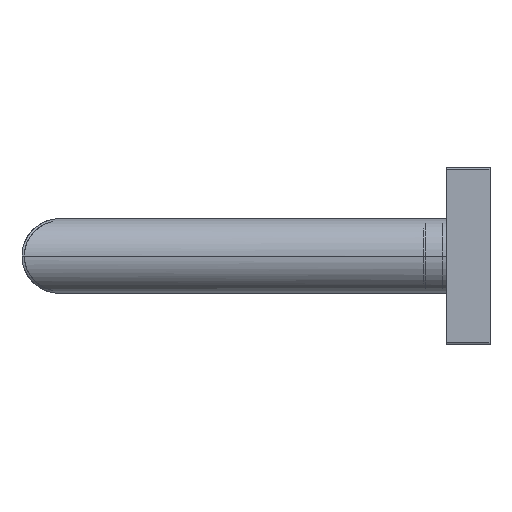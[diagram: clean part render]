
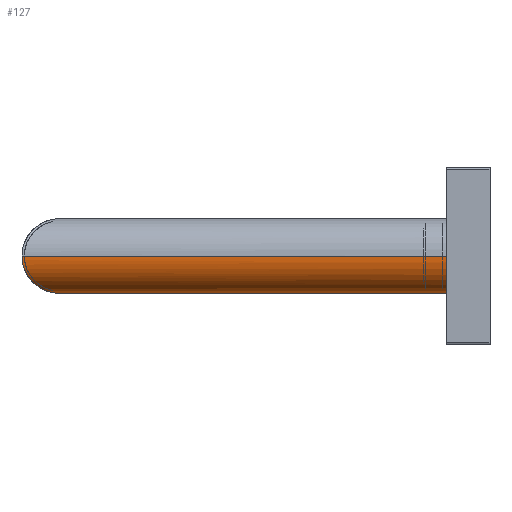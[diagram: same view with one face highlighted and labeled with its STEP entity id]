
A CAD part, left-side view. The second image highlights one B-rep face of the part: STEP entity #127.
In plain terms, the highlighted cylindrical face has radius 9.5 mm (diameter 19 mm), a partial arc.
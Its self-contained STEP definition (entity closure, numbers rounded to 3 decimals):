
#2 = B_SPLINE_CURVE_WITH_KNOTS ( 'NONE', 3,
 ( #2628, #2446, #2665, #2691, #2687, #2224, #2649, #2436, #2431, #2703, #2424, #2456, #2540, #2630, #2226, #1376, #1182, #1187, #1186, #1222 ),
 .UNSPECIFIED., .F., .F.,
 ( 4, 2, 2, 2, 2, 2, 2, 2, 2, 4 ),
 ( 0., 0.001, 0.003, 0.004, 0.005, 0.006, 0.008, 0.009, 0.01, 0.01 ),
 .UNSPECIFIED. ) ;
#5 = B_SPLINE_CURVE_WITH_KNOTS ( 'NONE', 3,
 ( #2528, #2539, #2489, #2497, #2308, #2637, #2554, #2304, #2303, #2301, #2631, #2634, #2219, #2633, #2316, #2553, #2632, #2481, #2480, #2559, #2547, #2635 ),
 .UNSPECIFIED., .F., .F.,
 ( 4, 2, 2, 2, 2, 2, 2, 2, 2, 2, 4 ),
 ( 0.01, 0.011, 0.013, 0.014, 0.015, 0.017, 0.017, 0.018, 0.019, 0.02, 0.02 ),
 .UNSPECIFIED. ) ;
#20 =( BOUNDED_CURVE ( )  B_SPLINE_CURVE ( 3, ( #674, #675, #676, #677 ),
 .UNSPECIFIED., .F., .F. ) 
 B_SPLINE_CURVE_WITH_KNOTS ( ( 4, 4 ),
 ( 3.142, 6.283 ),
 .UNSPECIFIED. ) 
 CURVE ( )  GEOMETRIC_REPRESENTATION_ITEM ( )  RATIONAL_B_SPLINE_CURVE ( ( 1., 0.333, 0.333, 1. ) ) 
 REPRESENTATION_ITEM ( '' )  );
#44 = EDGE_CURVE ( 'NONE', #1787, #1921, #5, .T. ) ;
#127 = ADVANCED_FACE ( 'NONE', ( #1001 ), #1007, .T. ) ;
#167 = EDGE_CURVE ( 'NONE', #1678, #1921, #2477, .T. ) ;
#255 = CIRCLE ( 'NONE', #3061, 9.5 ) ;
#275 = EDGE_CURVE ( 'NONE', #1840, #1918, #2541, .T. ) ;
#360 = EDGE_CURVE ( 'NONE', #1996, #1787, #2, .T. ) ;
#464 = EDGE_CURVE ( 'NONE', #1996, #2112, #1330, .T. ) ;
#477 = EDGE_CURVE ( 'NONE', #2112, #1918, #255, .T. ) ;
#493 = EDGE_CURVE ( 'NONE', #1840, #1678, #20, .T. ) ;
#599 = CARTESIAN_POINT ( 'NONE',  ( 0., 0., 0. ) ) ;
#603 = DIRECTION ( 'NONE',  ( 0., 1., 0. ) ) ;
#604 = DIRECTION ( 'NONE',  ( 0., 0., 1. ) ) ;
#674 = CARTESIAN_POINT ( 'NONE',  ( 0., 108., -9.5 ) ) ;
#675 = CARTESIAN_POINT ( 'NONE',  ( 19., 108., -9.5 ) ) ;
#676 = CARTESIAN_POINT ( 'NONE',  ( 19., 89., 9.5 ) ) ;
#677 = CARTESIAN_POINT ( 'NONE',  ( 0., 89., 9.5 ) ) ;
#1001 = FACE_OUTER_BOUND ( 'NONE', #1814, .T. ) ;
#1004 = AXIS2_PLACEMENT_3D ( 'NONE', #2580, #2556, #2590 ) ;
#1007 = CYLINDRICAL_SURFACE ( 'NONE', #1004, 9.5 ) ;
#1030 = VECTOR ( 'NONE', #2492, 1000. ) ;
#1082 = VECTOR ( 'NONE', #2646, 1000. ) ;
#1182 = CARTESIAN_POINT ( 'NONE',  ( 6.245, 40.146, 7.159 ) ) ;
#1186 = CARTESIAN_POINT ( 'NONE',  ( 6.3, 40.786, 7.111 ) ) ;
#1187 = CARTESIAN_POINT ( 'NONE',  ( 6.289, 40.57, 7.12 ) ) ;
#1222 = CARTESIAN_POINT ( 'NONE',  ( 6.3, 41., 7.111 ) ) ;
#1312 = DIRECTION ( 'NONE',  ( 0., -1., 0. ) ) ;
#1329 = CARTESIAN_POINT ( 'NONE',  ( 0., 108., 9.5 ) ) ;
#1330 = LINE ( 'NONE', #1329, #3054 ) ;
#1376 = CARTESIAN_POINT ( 'NONE',  ( 6.213, 39.937, 7.187 ) ) ;
#1490 = CARTESIAN_POINT ( 'NONE',  ( 0., 0., 9.5 ) ) ;
#1516 = CARTESIAN_POINT ( 'NONE',  ( 0., 34.7, 9.5 ) ) ;
#1535 = CARTESIAN_POINT ( 'NONE',  ( 0., 89., 9.5 ) ) ;
#1548 = CARTESIAN_POINT ( 'NONE',  ( 6.3, 41., 7.111 ) ) ;
#1557 = CARTESIAN_POINT ( 'NONE',  ( 0., 108., -9.5 ) ) ;
#1608 = CARTESIAN_POINT ( 'NONE',  ( 0., 0., -9.5 ) ) ;
#1644 = CARTESIAN_POINT ( 'NONE',  ( 0., 47.3, 9.5 ) ) ;
#1678 = VERTEX_POINT ( 'NONE', #1535 ) ;
#1763 = ORIENTED_EDGE ( 'NONE', *, *, #167, .T. ) ;
#1787 = VERTEX_POINT ( 'NONE', #1548 ) ;
#1814 = EDGE_LOOP ( 'NONE', ( #2125, #1763, #1832, #1815, #1860, #1890, #2111 ) ) ;
#1815 = ORIENTED_EDGE ( 'NONE', *, *, #360, .F. ) ;
#1832 = ORIENTED_EDGE ( 'NONE', *, *, #44, .F. ) ;
#1840 = VERTEX_POINT ( 'NONE', #1557 ) ;
#1860 = ORIENTED_EDGE ( 'NONE', *, *, #464, .T. ) ;
#1890 = ORIENTED_EDGE ( 'NONE', *, *, #477, .T. ) ;
#1918 = VERTEX_POINT ( 'NONE', #1608 ) ;
#1921 = VERTEX_POINT ( 'NONE', #1644 ) ;
#1996 = VERTEX_POINT ( 'NONE', #1516 ) ;
#2111 = ORIENTED_EDGE ( 'NONE', *, *, #275, .F. ) ;
#2112 = VERTEX_POINT ( 'NONE', #1490 ) ;
#2125 = ORIENTED_EDGE ( 'NONE', *, *, #493, .T. ) ;
#2219 = CARTESIAN_POINT ( 'NONE',  ( 3.203, 46.429, 8.946 ) ) ;
#2224 = CARTESIAN_POINT ( 'NONE',  ( 2.846, 35.364, 9.072 ) ) ;
#2226 = CARTESIAN_POINT ( 'NONE',  ( 6.087, 39.321, 7.295 ) ) ;
#2301 = CARTESIAN_POINT ( 'NONE',  ( 4.182, 45.729, 8.536 ) ) ;
#2303 = CARTESIAN_POINT ( 'NONE',  ( 4.748, 45.161, 8.235 ) ) ;
#2304 = CARTESIAN_POINT ( 'NONE',  ( 5.002, 44.851, 8.081 ) ) ;
#2308 = CARTESIAN_POINT ( 'NONE',  ( 5.963, 43.075, 7.398 ) ) ;
#2316 = CARTESIAN_POINT ( 'NONE',  ( 2.655, 46.717, 9.124 ) ) ;
#2424 = CARTESIAN_POINT ( 'NONE',  ( 5.005, 37.154, 8.079 ) ) ;
#2431 = CARTESIAN_POINT ( 'NONE',  ( 4.187, 36.276, 8.534 ) ) ;
#2436 = CARTESIAN_POINT ( 'NONE',  ( 3.88, 36.019, 8.679 ) ) ;
#2446 = CARTESIAN_POINT ( 'NONE',  ( 0.431, 34.7, 9.5 ) ) ;
#2456 = CARTESIAN_POINT ( 'NONE',  ( 5.451, 37.816, 7.785 ) ) ;
#2477 = LINE ( 'NONE', #2484, #1030 ) ;
#2480 = CARTESIAN_POINT ( 'NONE',  ( 0.848, 47.246, 9.464 ) ) ;
#2481 = CARTESIAN_POINT ( 'NONE',  ( 1.061, 47.214, 9.443 ) ) ;
#2484 = CARTESIAN_POINT ( 'NONE',  ( 0., 108., 9.5 ) ) ;
#2489 = CARTESIAN_POINT ( 'NONE',  ( 6.257, 41.848, 7.149 ) ) ;
#2492 = DIRECTION ( 'NONE',  ( 0., -1., 0. ) ) ;
#2497 = CARTESIAN_POINT ( 'NONE',  ( 6.087, 42.678, 7.294 ) ) ;
#2528 = CARTESIAN_POINT ( 'NONE',  ( 6.3, 41., 7.111 ) ) ;
#2539 = CARTESIAN_POINT ( 'NONE',  ( 6.3, 41.427, 7.111 ) ) ;
#2540 = CARTESIAN_POINT ( 'NONE',  ( 5.642, 38.168, 7.646 ) ) ;
#2541 = LINE ( 'NONE', #2695, #1082 ) ;
#2547 = CARTESIAN_POINT ( 'NONE',  ( 0.212, 47.3, 9.5 ) ) ;
#2553 = CARTESIAN_POINT ( 'NONE',  ( 2.083, 46.96, 9.277 ) ) ;
#2554 = CARTESIAN_POINT ( 'NONE',  ( 5.449, 44.187, 7.787 ) ) ;
#2556 = DIRECTION ( 'NONE',  ( 0., -1., 0. ) ) ;
#2559 = CARTESIAN_POINT ( 'NONE',  ( 0.424, 47.289, 9.493 ) ) ;
#2580 = CARTESIAN_POINT ( 'NONE',  ( 0., 108., 0. ) ) ;
#2590 = DIRECTION ( 'NONE',  ( 0., 0., -1. ) ) ;
#2628 = CARTESIAN_POINT ( 'NONE',  ( 0., 34.7, 9.5 ) ) ;
#2630 = CARTESIAN_POINT ( 'NONE',  ( 5.96, 38.918, 7.401 ) ) ;
#2631 = CARTESIAN_POINT ( 'NONE',  ( 3.875, 45.984, 8.681 ) ) ;
#2632 = CARTESIAN_POINT ( 'NONE',  ( 1.685, 47.085, 9.359 ) ) ;
#2633 = CARTESIAN_POINT ( 'NONE',  ( 2.843, 46.626, 9.067 ) ) ;
#2634 = CARTESIAN_POINT ( 'NONE',  ( 3.376, 46.323, 8.882 ) ) ;
#2635 = CARTESIAN_POINT ( 'NONE',  ( 0., 47.3, 9.5 ) ) ;
#2637 = CARTESIAN_POINT ( 'NONE',  ( 5.644, 43.829, 7.644 ) ) ;
#2646 = DIRECTION ( 'NONE',  ( 0., -1., 0. ) ) ;
#2649 = CARTESIAN_POINT ( 'NONE',  ( 3.205, 35.561, 8.95 ) ) ;
#2665 = CARTESIAN_POINT ( 'NONE',  ( 0.853, 34.744, 9.471 ) ) ;
#2687 = CARTESIAN_POINT ( 'NONE',  ( 2.085, 35.041, 9.277 ) ) ;
#2691 = CARTESIAN_POINT ( 'NONE',  ( 1.678, 34.913, 9.36 ) ) ;
#2695 = CARTESIAN_POINT ( 'NONE',  ( 0., 108., -9.5 ) ) ;
#2703 = CARTESIAN_POINT ( 'NONE',  ( 4.749, 36.841, 8.234 ) ) ;
#3054 = VECTOR ( 'NONE', #1312, 1000. ) ;
#3061 = AXIS2_PLACEMENT_3D ( 'NONE', #599, #603, #604 ) ;
